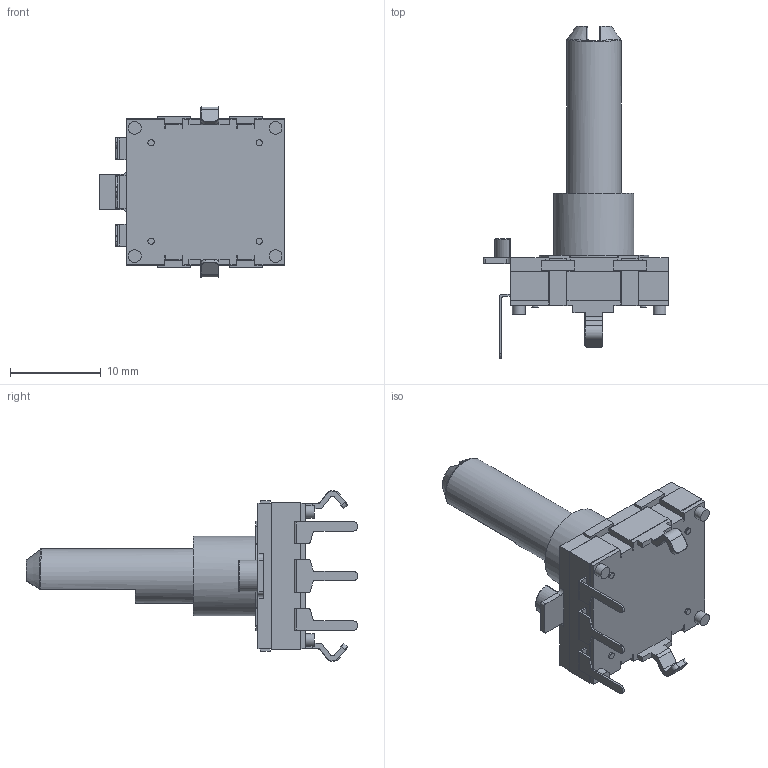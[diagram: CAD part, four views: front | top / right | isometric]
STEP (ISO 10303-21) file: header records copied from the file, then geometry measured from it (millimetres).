
FILE_DESCRIPTION(/* description */ (''),/* implementation_level */ '2;1');
FILE_NAME(/* name */ 'encoder.stp',/* time_stamp */ '2020-01-29T11:17:57-05:00',/* author */ ('julia'),/* organization */ (''),/* preprocessor_version */ 'ST-DEVELOPER v18',/* originating_system */ 'Autodesk Inventor 2020',/* authorisation */ '');
FILE_SCHEMA (('AUTOMOTIVE_DESIGN { 1 0 10303 214 3 1 1 }'));
Length unit declared in the file: millimetre
Products named in the file (1): encoder
Bounding box: 20.39 x 36.52 x 18.79 mm (x, y, z)
Volume: 2359.5 mm3; surface area: 1750.4 mm2
Topology: 1 solids, 1 shells, 336 faces, 920 edges, 595 vertices
Faces by surface type: plane 194, cylinder 88, bspline 29, torus 15, sphere 8, cone 2
Full cylindrical faces by diameter (mm): 0.7 x4, 1.4 x4, 6 x1, 8.8 x1
Entity records: 11723 total; most frequent: CARTESIAN_POINT 2815, ORIENTED_EDGE 1840, DIRECTION 1729, EDGE_CURVE 920, LINE 619, VECTOR 619, VERTEX_POINT 595, AXIS2_PLACEMENT_3D 555
